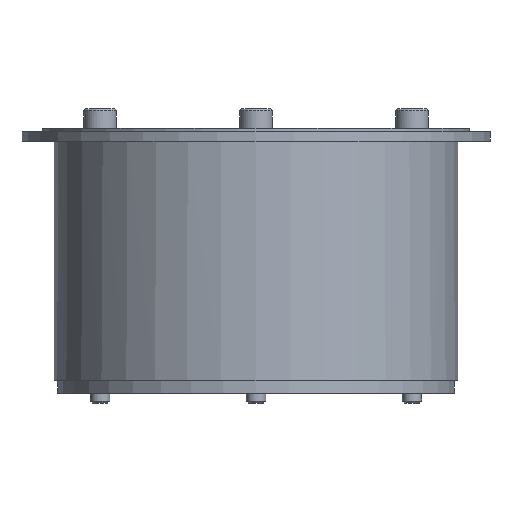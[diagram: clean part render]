
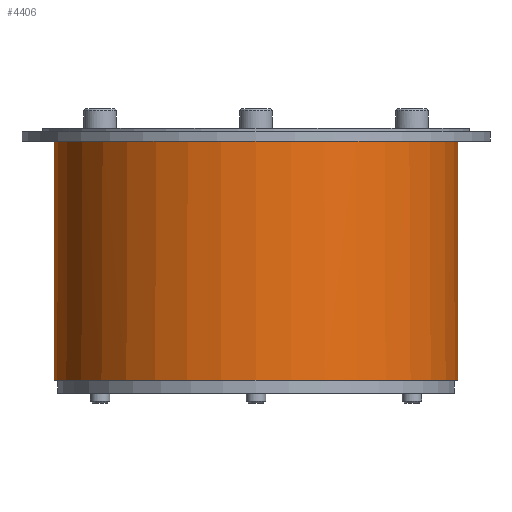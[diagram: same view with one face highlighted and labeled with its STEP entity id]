
A CAD part, front view. The second image highlights one B-rep face of the part: STEP entity #4406.
In plain terms, the highlighted cylindrical face has radius 62.4 mm (diameter 124.8 mm), a partial arc.
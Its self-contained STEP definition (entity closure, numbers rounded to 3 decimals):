
#431=FACE_OUTER_BOUND('',#700,.T.);
#700=EDGE_LOOP('',(#3568,#3569,#3570,#3571,#3572,#3573));
#965=LINE('',#7326,#1243);
#966=LINE('',#7327,#1244);
#1243=VECTOR('',#5910,10.);
#1244=VECTOR('',#5911,10.);
#1531=CIRCLE('',#4867,62.4);
#1557=CIRCLE('',#4919,62.4);
#1558=CIRCLE('',#4920,62.4);
#1559=CIRCLE('',#4921,62.4);
#1814=VERTEX_POINT('',#7033);
#1817=VERTEX_POINT('',#7039);
#1905=VERTEX_POINT('',#7320);
#1906=VERTEX_POINT('',#7322);
#1937=VERTEX_POINT('',#7433);
#1939=VERTEX_POINT('',#7439);
#2422=EDGE_CURVE('',#1906,#1814,#965,.T.);
#2423=EDGE_CURVE('',#1817,#1905,#966,.T.);
#2470=EDGE_CURVE('',#1937,#1939,#1531,.T.);
#2524=EDGE_CURVE('',#1939,#1817,#1557,.T.);
#2525=EDGE_CURVE('',#1814,#1937,#1558,.T.);
#2526=EDGE_CURVE('',#1905,#1906,#1559,.T.);
#3568=ORIENTED_EDGE('',*,*,#2423,.F.);
#3569=ORIENTED_EDGE('',*,*,#2524,.F.);
#3570=ORIENTED_EDGE('',*,*,#2470,.F.);
#3571=ORIENTED_EDGE('',*,*,#2525,.F.);
#3572=ORIENTED_EDGE('',*,*,#2422,.F.);
#3573=ORIENTED_EDGE('',*,*,#2526,.F.);
#3946=CYLINDRICAL_SURFACE('',#4918,62.4);
#4406=ADVANCED_FACE('',(#431),#3946,.T.);
#4867=AXIS2_PLACEMENT_3D('',#7440,#6004,#6005);
#4918=AXIS2_PLACEMENT_3D('',#7545,#6134,#6135);
#4919=AXIS2_PLACEMENT_3D('',#7546,#6136,#6137);
#4920=AXIS2_PLACEMENT_3D('',#7547,#6138,#6139);
#4921=AXIS2_PLACEMENT_3D('',#7548,#6140,#6141);
#5910=DIRECTION('',(0.,0.,1.));
#5911=DIRECTION('',(0.,0.,-1.));
#6004=DIRECTION('center_axis',(0.,0.,1.));
#6005=DIRECTION('ref_axis',(-1.,0.,0.));
#6134=DIRECTION('center_axis',(0.,0.,1.));
#6135=DIRECTION('ref_axis',(-1.,0.,0.));
#6136=DIRECTION('center_axis',(0.,0.,1.));
#6137=DIRECTION('ref_axis',(-1.,0.,0.));
#6138=DIRECTION('center_axis',(0.,0.,1.));
#6139=DIRECTION('ref_axis',(-1.,0.,0.));
#6140=DIRECTION('center_axis',(0.,0.,-1.));
#6141=DIRECTION('ref_axis',(-1.,0.,0.));
#7033=CARTESIAN_POINT('',(-62.4,0.,37.));
#7039=CARTESIAN_POINT('',(62.4,0.,37.));
#7320=CARTESIAN_POINT('',(62.4,0.,-37.));
#7322=CARTESIAN_POINT('',(-62.4,0.,-37.));
#7326=CARTESIAN_POINT('',(-62.4,0.,0.));
#7327=CARTESIAN_POINT('',(62.4,0.,0.));
#7433=CARTESIAN_POINT('',(-62.392,-1.,37.));
#7439=CARTESIAN_POINT('',(62.392,-1.,37.));
#7440=CARTESIAN_POINT('Origin',(0.,0.,37.));
#7545=CARTESIAN_POINT('Origin',(0.,0.,0.));
#7546=CARTESIAN_POINT('Origin',(0.,0.,37.));
#7547=CARTESIAN_POINT('Origin',(0.,0.,37.));
#7548=CARTESIAN_POINT('Origin',(0.,0.,-37.));
